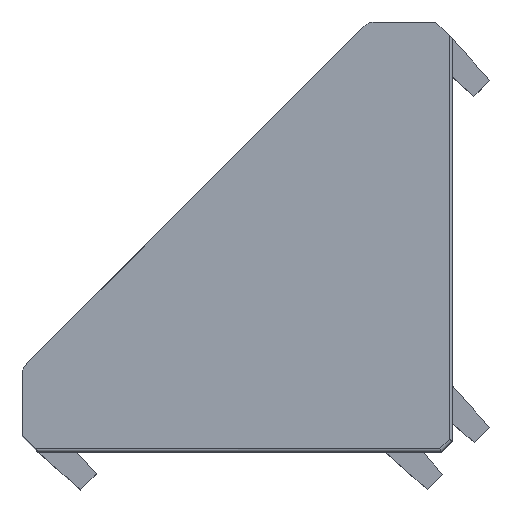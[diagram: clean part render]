
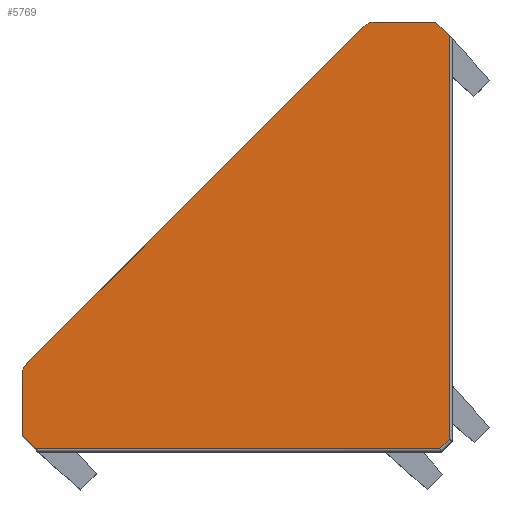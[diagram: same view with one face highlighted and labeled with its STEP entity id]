
A CAD part, top view. The second image highlights one B-rep face of the part: STEP entity #5769.
In plain terms, the highlighted planar face has unit normal (0.012, -0.012, 1).
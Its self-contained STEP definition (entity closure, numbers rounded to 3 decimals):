
#33 = VECTOR ( 'NONE', #3287, 1000. ) ;
#133 = PLANE ( 'NONE',  #5166 ) ;
#148 = DIRECTION ( 'NONE',  ( 0.012, -0.012, 1. ) ) ;
#211 = EDGE_CURVE ( 'NONE', #409, #4563, #4731, .T. ) ;
#374 = CARTESIAN_POINT ( 'NONE',  ( -27.201, 1.038, 13.947 ) ) ;
#409 = VERTEX_POINT ( 'NONE', #925 ) ;
#636 = CARTESIAN_POINT ( 'NONE',  ( -27.2, 1.037, 13.947 ) ) ;
#732 =( BOUNDED_CURVE ( )  B_SPLINE_CURVE ( 3, ( #3479, #4813, #1278, #4413 ),
 .UNSPECIFIED., .F., .F. ) 
 B_SPLINE_CURVE_WITH_KNOTS ( ( 4, 4 ),
 ( 2.356, 3.142 ),
 .UNSPECIFIED. ) 
 CURVE ( )  GEOMETRIC_REPRESENTATION_ITEM ( )  RATIONAL_B_SPLINE_CURVE ( ( 1., 0.949, 0.949, 1. ) ) 
 REPRESENTATION_ITEM ( '' )  );
#828 = DIRECTION ( 'NONE',  ( -1., 0., 0.012 ) ) ;
#925 = CARTESIAN_POINT ( 'NONE',  ( -0.198, 26.36, 13.926 ) ) ;
#963 = VERTEX_POINT ( 'NONE', #3659 ) ;
#1080 = CARTESIAN_POINT ( 'NONE',  ( -27.097, 5.43, 14. ) ) ;
#1181 = VERTEX_POINT ( 'NONE', #636 ) ;
#1207 = DIRECTION ( 'NONE',  ( 0.707, 0.707, 0. ) ) ;
#1278 = CARTESIAN_POINT ( 'NONE',  ( -5.43, 27.097, 14. ) ) ;
#1353 = EDGE_CURVE ( 'NONE', #963, #3948, #732, .T. ) ;
#1457 = ORIENTED_EDGE ( 'NONE', *, *, #2699, .T. ) ;
#1466 = EDGE_CURVE ( 'NONE', #4500, #4969, #3440, .T. ) ;
#1490 = EDGE_CURVE ( 'NONE', #4052, #409, #3819, .T. ) ;
#1592 = DIRECTION ( 'NONE',  ( 0., -1., -0.012 ) ) ;
#1619 = CARTESIAN_POINT ( 'NONE',  ( -5.62, 26.907, 14. ) ) ;
#1661 = ORIENTED_EDGE ( 'NONE', *, *, #4870, .T. ) ;
#1742 = DIRECTION ( 'NONE',  ( 0.707, -0.707, -0.017 ) ) ;
#1794 = DIRECTION ( 'NONE',  ( -0.707, 0.707, 0.017 ) ) ;
#2109 = CARTESIAN_POINT ( 'NONE',  ( -27.2, 4.913, 13.995 ) ) ;
#2143 = VECTOR ( 'NONE', #1742, 1000. ) ;
#2411 = VECTOR ( 'NONE', #1592, 1000. ) ;
#2455 = CARTESIAN_POINT ( 'NONE',  ( -0.198, 26.163, 13.924 ) ) ;
#2497 = VECTOR ( 'NONE', #1794, 1000. ) ;
#2699 = EDGE_CURVE ( 'NONE', #3584, #4052, #4604, .T. ) ;
#2857 = CARTESIAN_POINT ( 'NONE',  ( -5.62, 26.907, 14. ) ) ;
#2929 = VECTOR ( 'NONE', #4308, 1000. ) ;
#2935 = CARTESIAN_POINT ( 'NONE',  ( -27.2, 4.913, 13.995 ) ) ;
#3042 = CARTESIAN_POINT ( 'NONE',  ( -26.907, 5.62, 14. ) ) ;
#3043 = EDGE_LOOP ( 'NONE', ( #3243, #4867, #1457, #5455, #4782, #4896, #5426, #5056, #3373, #1661 ) ) ;
#3173 = CARTESIAN_POINT ( 'NONE',  ( -26.36, 0.198, 13.926 ) ) ;
#3243 = ORIENTED_EDGE ( 'NONE', *, *, #4431, .T. ) ;
#3287 = DIRECTION ( 'NONE',  ( 1., 0., -0.012 ) ) ;
#3302 = EDGE_CURVE ( 'NONE', #3669, #3584, #3773, .T. ) ;
#3306 = DIRECTION ( 'NONE',  ( 1., 0., -0.012 ) ) ;
#3349 = LINE ( 'NONE', #374, #2143 ) ;
#3373 = ORIENTED_EDGE ( 'NONE', *, *, #1466, .T. ) ;
#3431 = EDGE_CURVE ( 'NONE', #3948, #4500, #4115, .T. ) ;
#3440 =( BOUNDED_CURVE ( )  B_SPLINE_CURVE ( 3, ( #4209, #1080, #3774, #4658 ),
 .UNSPECIFIED., .F., .F. ) 
 B_SPLINE_CURVE_WITH_KNOTS ( ( 4, 4 ),
 ( 3.142, 3.927 ),
 .UNSPECIFIED. ) 
 CURVE ( )  GEOMETRIC_REPRESENTATION_ITEM ( )  RATIONAL_B_SPLINE_CURVE ( ( 1., 0.949, 0.949, 1. ) ) 
 REPRESENTATION_ITEM ( '' )  );
#3479 = CARTESIAN_POINT ( 'NONE',  ( -4.913, 27.2, 13.995 ) ) ;
#3578 = VECTOR ( 'NONE', #1207, 1000. ) ;
#3584 = VERTEX_POINT ( 'NONE', #5295 ) ;
#3631 = LINE ( 'NONE', #2935, #2411 ) ;
#3659 = CARTESIAN_POINT ( 'NONE',  ( -4.913, 27.2, 13.995 ) ) ;
#3669 = VERTEX_POINT ( 'NONE', #3173 ) ;
#3734 = CARTESIAN_POINT ( 'NONE',  ( -0.707, 0.198, 13.61 ) ) ;
#3773 = LINE ( 'NONE', #3734, #33 ) ;
#3774 = CARTESIAN_POINT ( 'NONE',  ( -27.2, 5.181, 13.998 ) ) ;
#3819 = LINE ( 'NONE', #2455, #4722 ) ;
#3850 = CARTESIAN_POINT ( 'NONE',  ( -5.62, 26.907, 14. ) ) ;
#3935 = CARTESIAN_POINT ( 'NONE',  ( -0.198, 0.787, 13.611 ) ) ;
#3948 = VERTEX_POINT ( 'NONE', #3850 ) ;
#3949 = FACE_OUTER_BOUND ( 'NONE', #3043, .T. ) ;
#3973 = VECTOR ( 'NONE', #828, 1000. ) ;
#4052 = VERTEX_POINT ( 'NONE', #3935 ) ;
#4058 = EDGE_CURVE ( 'NONE', #4563, #963, #5156, .T. ) ;
#4115 = LINE ( 'NONE', #1619, #2929 ) ;
#4209 = CARTESIAN_POINT ( 'NONE',  ( -26.907, 5.62, 14. ) ) ;
#4308 = DIRECTION ( 'NONE',  ( -0.707, -0.707, 0. ) ) ;
#4345 = CARTESIAN_POINT ( 'NONE',  ( -0.139, 0.846, 13.611 ) ) ;
#4413 = CARTESIAN_POINT ( 'NONE',  ( -5.62, 26.907, 14. ) ) ;
#4431 = EDGE_CURVE ( 'NONE', #1181, #3669, #3349, .T. ) ;
#4480 = CARTESIAN_POINT ( 'NONE',  ( -1.038, 27.201, 13.947 ) ) ;
#4500 = VERTEX_POINT ( 'NONE', #3042 ) ;
#4563 = VERTEX_POINT ( 'NONE', #5765 ) ;
#4604 = LINE ( 'NONE', #4345, #3578 ) ;
#4658 = CARTESIAN_POINT ( 'NONE',  ( -27.2, 4.913, 13.995 ) ) ;
#4722 = VECTOR ( 'NONE', #5566, 1000. ) ;
#4731 = LINE ( 'NONE', #4480, #2497 ) ;
#4782 = ORIENTED_EDGE ( 'NONE', *, *, #211, .T. ) ;
#4813 = CARTESIAN_POINT ( 'NONE',  ( -5.181, 27.2, 13.998 ) ) ;
#4867 = ORIENTED_EDGE ( 'NONE', *, *, #3302, .T. ) ;
#4870 = EDGE_CURVE ( 'NONE', #4969, #1181, #3631, .T. ) ;
#4896 = ORIENTED_EDGE ( 'NONE', *, *, #4058, .T. ) ;
#4969 = VERTEX_POINT ( 'NONE', #2109 ) ;
#5056 = ORIENTED_EDGE ( 'NONE', *, *, #3431, .T. ) ;
#5156 = LINE ( 'NONE', #5718, #3973 ) ;
#5166 = AXIS2_PLACEMENT_3D ( 'NONE', #2857, #148, #3306 ) ;
#5295 = CARTESIAN_POINT ( 'NONE',  ( -0.787, 0.198, 13.611 ) ) ;
#5426 = ORIENTED_EDGE ( 'NONE', *, *, #1353, .T. ) ;
#5455 = ORIENTED_EDGE ( 'NONE', *, *, #1490, .T. ) ;
#5566 = DIRECTION ( 'NONE',  ( 0., 1., 0.012 ) ) ;
#5718 = CARTESIAN_POINT ( 'NONE',  ( -1.038, 27.2, 13.947 ) ) ;
#5765 = CARTESIAN_POINT ( 'NONE',  ( -1.037, 27.2, 13.947 ) ) ;
#5769 = ADVANCED_FACE ( 'NONE', ( #3949 ), #133, .T. ) ;
